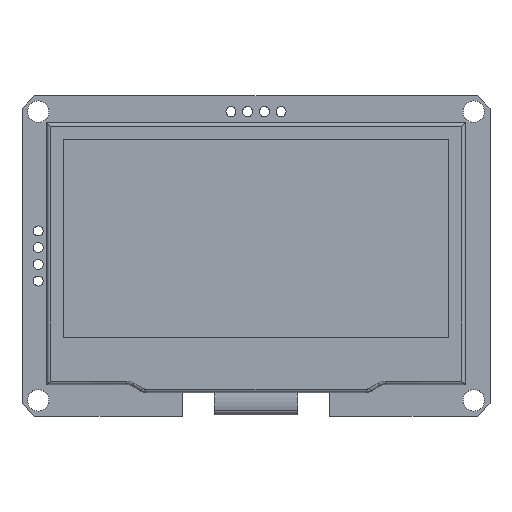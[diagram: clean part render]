
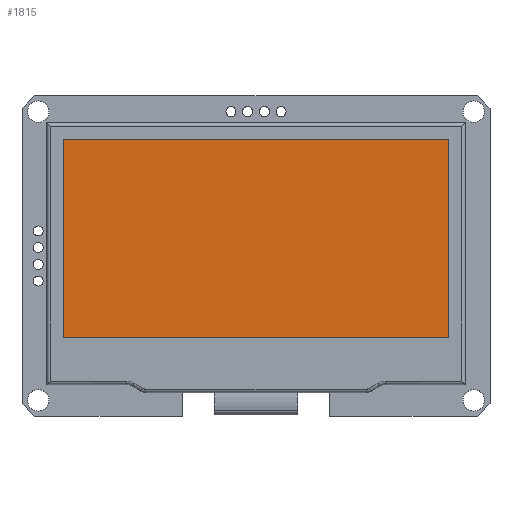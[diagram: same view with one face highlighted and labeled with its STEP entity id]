
A CAD part, top view. The second image highlights one B-rep face of the part: STEP entity #1815.
In plain terms, the highlighted planar face has unit normal (0, 0, 1).
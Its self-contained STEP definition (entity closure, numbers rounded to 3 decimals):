
#393=ORIENTED_EDGE('',*,*,#628,.T.);
#394=ORIENTED_EDGE('',*,*,#634,.T.);
#395=ORIENTED_EDGE('',*,*,#632,.T.);
#396=ORIENTED_EDGE('',*,*,#630,.T.);
#628=EDGE_CURVE('',#770,#769,#880,.T.);
#630=EDGE_CURVE('',#771,#770,#882,.T.);
#632=EDGE_CURVE('',#772,#771,#884,.T.);
#634=EDGE_CURVE('',#769,#772,#886,.T.);
#769=VERTEX_POINT('',#2686);
#770=VERTEX_POINT('',#2688);
#771=VERTEX_POINT('',#2692);
#772=VERTEX_POINT('',#2696);
#880=LINE('',#2687,#998);
#882=LINE('',#2691,#1000);
#884=LINE('',#2695,#1002);
#886=LINE('',#2699,#1004);
#998=VECTOR('',#2286,1000.);
#1000=VECTOR('',#2290,1000.);
#1002=VECTOR('',#2294,1000.);
#1004=VECTOR('',#2298,1000.);
#1121=EDGE_LOOP('',(#393,#394,#395,#396));
#1237=FACE_BOUND('',#1121,.T.);
#1285=PLANE('',#1954);
#1815=ADVANCED_FACE('',(#1237),#1285,.T.);
#1954=AXIS2_PLACEMENT_3D('',#2700,#2299,#2300);
#2286=DIRECTION('',(0.,-1.,0.));
#2290=DIRECTION('',(-1.,0.,0.));
#2294=DIRECTION('',(0.,1.,0.));
#2298=DIRECTION('',(1.,0.,0.));
#2299=DIRECTION('',(0.,0.,1.));
#2300=DIRECTION('',(1.,0.,0.));
#2686=CARTESIAN_POINT('',(-28.9,-12.26,4.79));
#2687=CARTESIAN_POINT('',(-28.9,-12.26,4.79));
#2688=CARTESIAN_POINT('',(-28.9,17.5,4.79));
#2691=CARTESIAN_POINT('',(28.9,17.5,4.79));
#2692=CARTESIAN_POINT('',(28.9,17.5,4.79));
#2695=CARTESIAN_POINT('',(28.9,-12.26,4.79));
#2696=CARTESIAN_POINT('',(28.9,-12.26,4.79));
#2699=CARTESIAN_POINT('',(28.9,-12.26,4.79));
#2700=CARTESIAN_POINT('',(0.,0.,4.79));
